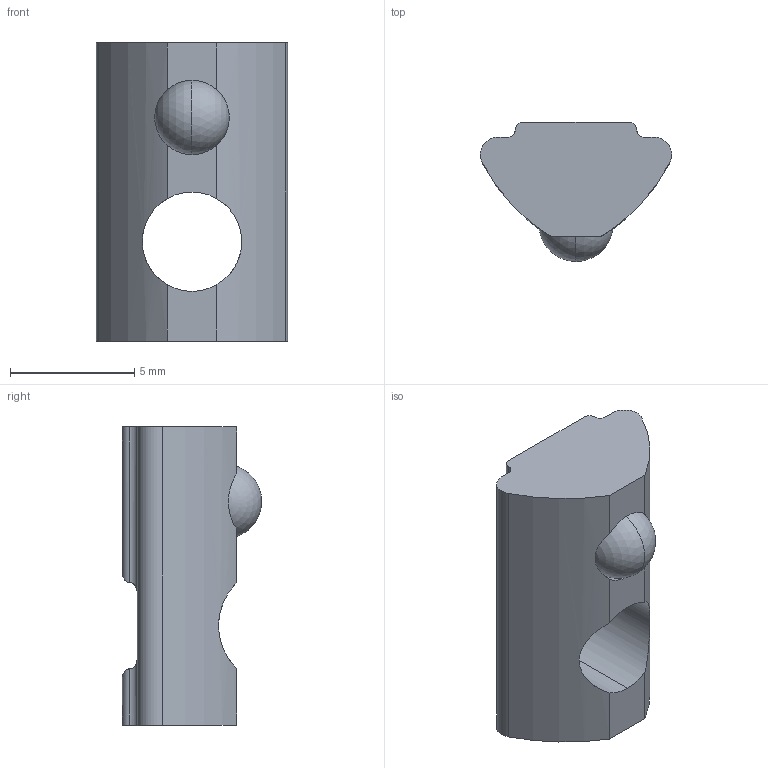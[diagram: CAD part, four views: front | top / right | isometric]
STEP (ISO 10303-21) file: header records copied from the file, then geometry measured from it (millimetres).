
FILE_DESCRIPTION (( 'STEP AP214' ), '1' );
FILE_NAME ('FIXE05E1203-Ecrou 5 St M5 rainuré.step', '2023-03-24T09:55:59', ( 'Altae' ), ( '' ), 'SwSTEP 2.0', 'SolidWorks 2021', '' );
FILE_SCHEMA (( 'AUTOMOTIVE_DESIGN' ));
Length unit declared in the file: millimetre
Products named in the file (1): FIXE05E1203-Ecrou 5 St M5 rainuré
Bounding box: 7.7 x 5.6 x 12 mm (x, y, z)
Volume: 236.4 mm3; surface area: 383.5 mm2
Topology: 2 solids, 2 shells, 32 faces, 92 edges, 61 vertices
Faces by surface type: cylinder 19, plane 9, sphere 2, cone 2
Entity records: 1172 total; most frequent: CARTESIAN_POINT 298, DIRECTION 179, ORIENTED_EDGE 174, EDGE_CURVE 87, AXIS2_PLACEMENT_3D 71, VERTEX_POINT 58, CIRCLE 38, LINE 37
